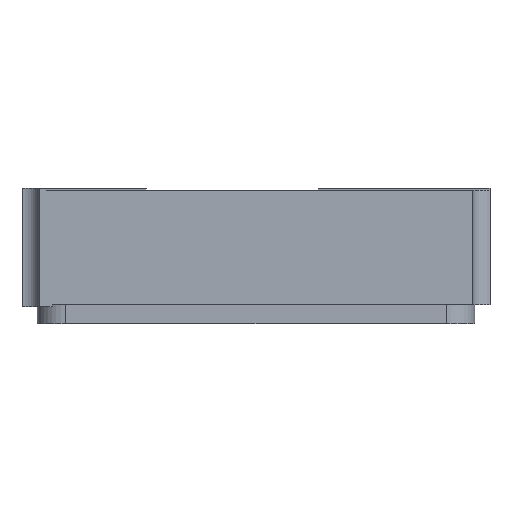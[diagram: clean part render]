
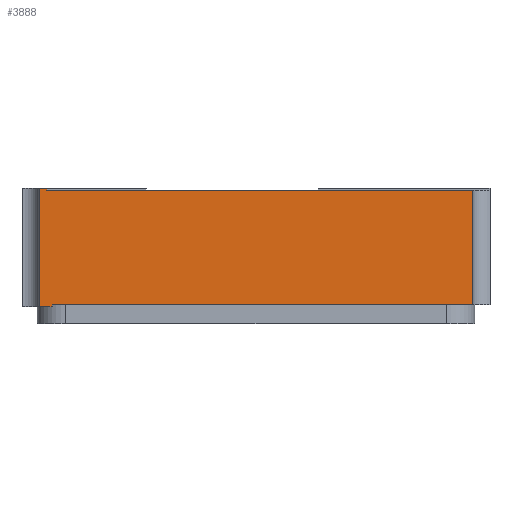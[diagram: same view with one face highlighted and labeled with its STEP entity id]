
A CAD part, front view. The second image highlights one B-rep face of the part: STEP entity #3888.
In plain terms, the highlighted planar face has unit normal (0, -1, 0).
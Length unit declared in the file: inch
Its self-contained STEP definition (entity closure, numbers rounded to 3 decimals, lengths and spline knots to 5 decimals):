
#15 = VERTEX_POINT ( 'NONE', #2529 ) ;
#22 = DIRECTION ( 'NONE',  ( 0., 0., 1. ) ) ;
#85 = ORIENTED_EDGE ( 'NONE', *, *, #2757, .T. ) ;
#96 = CARTESIAN_POINT ( 'NONE',  ( -0.1135, -0.085, 0.061 ) ) ;
#223 = VERTEX_POINT ( 'NONE', #991 ) ;
#294 = ORIENTED_EDGE ( 'NONE', *, *, #383, .F. ) ;
#327 = ORIENTED_EDGE ( 'NONE', *, *, #2996, .T. ) ;
#370 = CARTESIAN_POINT ( 'NONE',  ( 0.1135, -0.085, 0.06 ) ) ;
#375 = VECTOR ( 'NONE', #1282, 39.37008 ) ;
#383 = EDGE_CURVE ( 'NONE', #3726, #907, #1090, .T. ) ;
#417 = LINE ( 'NONE', #2631, #683 ) ;
#512 = EDGE_CURVE ( 'NONE', #1875, #2117, #1034, .T. ) ;
#545 = CARTESIAN_POINT ( 'NONE',  ( -0.10958, -0.085, 0.061 ) ) ;
#639 = CARTESIAN_POINT ( 'NONE',  ( -0.10675, -0.085, -0.001 ) ) ;
#683 = VECTOR ( 'NONE', #22, 39.37008 ) ;
#786 = CARTESIAN_POINT ( 'NONE',  ( -0.1135, -0.085, -0.001 ) ) ;
#804 = FACE_OUTER_BOUND ( 'NONE', #1446, .T. ) ;
#901 = DIRECTION ( 'NONE',  ( 0., 0., -1. ) ) ;
#907 = VERTEX_POINT ( 'NONE', #1831 ) ;
#991 = CARTESIAN_POINT ( 'NONE',  ( -0.10675, -0.085, 0. ) ) ;
#1034 = LINE ( 'NONE', #1566, #375 ) ;
#1047 = ORIENTED_EDGE ( 'NONE', *, *, #512, .T. ) ;
#1090 = LINE ( 'NONE', #545, #3609 ) ;
#1099 = EDGE_CURVE ( 'NONE', #1609, #1148, #417, .T. ) ;
#1148 = VERTEX_POINT ( 'NONE', #370 ) ;
#1149 = DIRECTION ( 'NONE',  ( 1., 0., 0. ) ) ;
#1271 = LINE ( 'NONE', #2423, #2968 ) ;
#1282 = DIRECTION ( 'NONE',  ( 0., 0., -1. ) ) ;
#1329 = VECTOR ( 'NONE', #3433, 39.37008 ) ;
#1446 = EDGE_LOOP ( 'NONE', ( #1047, #3282, #3067, #85, #2525, #3895, #294, #327 ) ) ;
#1530 = VECTOR ( 'NONE', #3584, 39.37008 ) ;
#1566 = CARTESIAN_POINT ( 'NONE',  ( -0.1135, -0.085, 0. ) ) ;
#1609 = VERTEX_POINT ( 'NONE', #2908 ) ;
#1708 = CARTESIAN_POINT ( 'NONE',  ( -0.1135, -0.085, 0.061 ) ) ;
#1801 = CARTESIAN_POINT ( 'NONE',  ( -0.10958, -0.085, 0.061 ) ) ;
#1831 = CARTESIAN_POINT ( 'NONE',  ( -0.10958, -0.085, 0.06 ) ) ;
#1875 = VERTEX_POINT ( 'NONE', #96 ) ;
#2031 = DIRECTION ( 'NONE',  ( -1., 0., 0. ) ) ;
#2117 = VERTEX_POINT ( 'NONE', #2853 ) ;
#2187 = LINE ( 'NONE', #3903, #1329 ) ;
#2209 = PLANE ( 'NONE',  #2725 ) ;
#2320 = EDGE_CURVE ( 'NONE', #15, #223, #2395, .T. ) ;
#2356 = EDGE_CURVE ( 'NONE', #907, #1148, #2187, .T. ) ;
#2395 = LINE ( 'NONE', #639, #1530 ) ;
#2423 = CARTESIAN_POINT ( 'NONE',  ( -0.1225, -0.085, 0. ) ) ;
#2434 = LINE ( 'NONE', #1708, #4066 ) ;
#2525 = ORIENTED_EDGE ( 'NONE', *, *, #1099, .T. ) ;
#2529 = CARTESIAN_POINT ( 'NONE',  ( -0.10675, -0.085, -0.001 ) ) ;
#2549 = DIRECTION ( 'NONE',  ( 0., 1., 0. ) ) ;
#2584 = LINE ( 'NONE', #786, #3158 ) ;
#2631 = CARTESIAN_POINT ( 'NONE',  ( 0.1135, -0.085, 0. ) ) ;
#2725 = AXIS2_PLACEMENT_3D ( 'NONE', #3210, #2549, #3225 ) ;
#2757 = EDGE_CURVE ( 'NONE', #223, #1609, #1271, .T. ) ;
#2853 = CARTESIAN_POINT ( 'NONE',  ( -0.1135, -0.085, -0.001 ) ) ;
#2908 = CARTESIAN_POINT ( 'NONE',  ( 0.1135, -0.085, 0. ) ) ;
#2968 = VECTOR ( 'NONE', #1149, 39.37008 ) ;
#2996 = EDGE_CURVE ( 'NONE', #3726, #1875, #2434, .T. ) ;
#3067 = ORIENTED_EDGE ( 'NONE', *, *, #2320, .T. ) ;
#3098 = DIRECTION ( 'NONE',  ( 1., 0., 0. ) ) ;
#3158 = VECTOR ( 'NONE', #3098, 39.37008 ) ;
#3210 = CARTESIAN_POINT ( 'NONE',  ( -0.1225, -0.085, 0.06 ) ) ;
#3225 = DIRECTION ( 'NONE',  ( 1., 0., 0. ) ) ;
#3282 = ORIENTED_EDGE ( 'NONE', *, *, #3688, .T. ) ;
#3433 = DIRECTION ( 'NONE',  ( 1., 0., 0. ) ) ;
#3584 = DIRECTION ( 'NONE',  ( 0., 0., 1. ) ) ;
#3609 = VECTOR ( 'NONE', #901, 39.37008 ) ;
#3688 = EDGE_CURVE ( 'NONE', #2117, #15, #2584, .T. ) ;
#3726 = VERTEX_POINT ( 'NONE', #1801 ) ;
#3888 = ADVANCED_FACE ( 'NONE', ( #804 ), #2209, .F. ) ;
#3895 = ORIENTED_EDGE ( 'NONE', *, *, #2356, .F. ) ;
#3903 = CARTESIAN_POINT ( 'NONE',  ( -0.1225, -0.085, 0.06 ) ) ;
#4066 = VECTOR ( 'NONE', #2031, 39.37008 ) ;
